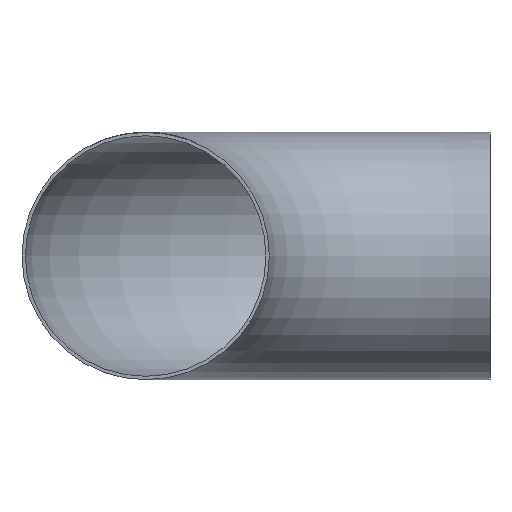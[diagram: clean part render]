
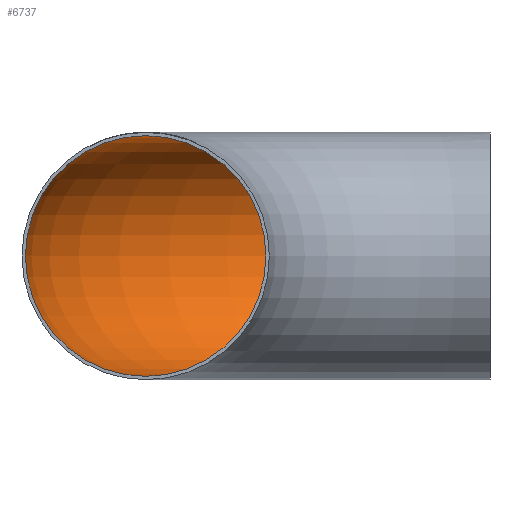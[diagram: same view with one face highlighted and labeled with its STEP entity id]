
A CAD part, front view. The second image highlights one B-rep face of the part: STEP entity #6737.
In plain terms, the highlighted toroidal (fillet/blend) face has major radius 305 mm and minor radius 106.55 mm.
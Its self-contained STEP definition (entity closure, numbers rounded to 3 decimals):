
#302 = TOROIDAL_SURFACE ( 'NONE', #6036, 305., 106.55 ) ;
#392 = VERTEX_POINT ( 'NONE', #3826 ) ;
#749 = EDGE_LOOP ( 'NONE', ( #2409 ) ) ;
#869 = EDGE_CURVE ( 'NONE', #392, #392, #1460, .T. ) ;
#1142 = AXIS2_PLACEMENT_3D ( 'NONE', #6478, #3939, #3353 ) ;
#1358 = CARTESIAN_POINT ( 'NONE',  ( 0., 305., 0. ) ) ;
#1460 = CIRCLE ( 'NONE', #3363, 106.55 ) ;
#1599 = FACE_OUTER_BOUND ( 'NONE', #749, .T. ) ;
#1718 = EDGE_LOOP ( 'NONE', ( #6093 ) ) ;
#2301 = VERTEX_POINT ( 'NONE', #3265 ) ;
#2409 = ORIENTED_EDGE ( 'NONE', *, *, #869, .T. ) ;
#3177 = DIRECTION ( 'NONE',  ( -1., 0., 0. ) ) ;
#3265 = CARTESIAN_POINT ( 'NONE',  ( -305., 0., 106.55 ) ) ;
#3353 = DIRECTION ( 'NONE',  ( 0., 0., 1. ) ) ;
#3363 = AXIS2_PLACEMENT_3D ( 'NONE', #1358, #7887, #4030 ) ;
#3826 = CARTESIAN_POINT ( 'NONE',  ( 0., 411.55, 0. ) ) ;
#3939 = DIRECTION ( 'NONE',  ( 0., 1., 0. ) ) ;
#4030 = DIRECTION ( 'NONE',  ( 0., 1., 0. ) ) ;
#4260 = CARTESIAN_POINT ( 'NONE',  ( 0., 0., 0. ) ) ;
#6036 = AXIS2_PLACEMENT_3D ( 'NONE', #4260, #7708, #3177 ) ;
#6093 = ORIENTED_EDGE ( 'NONE', *, *, #6937, .F. ) ;
#6478 = CARTESIAN_POINT ( 'NONE',  ( -305., 0., 0. ) ) ;
#6737 = ADVANCED_FACE ( 'NONE', ( #1599, #7436 ), #302, .F. ) ;
#6937 = EDGE_CURVE ( 'NONE', #2301, #2301, #8175, .T. ) ;
#7436 = FACE_OUTER_BOUND ( 'NONE', #1718, .T. ) ;
#7708 = DIRECTION ( 'NONE',  ( 0., 0., -1. ) ) ;
#7887 = DIRECTION ( 'NONE',  ( 1., 0., 0. ) ) ;
#8175 = CIRCLE ( 'NONE', #1142, 106.55 ) ;
